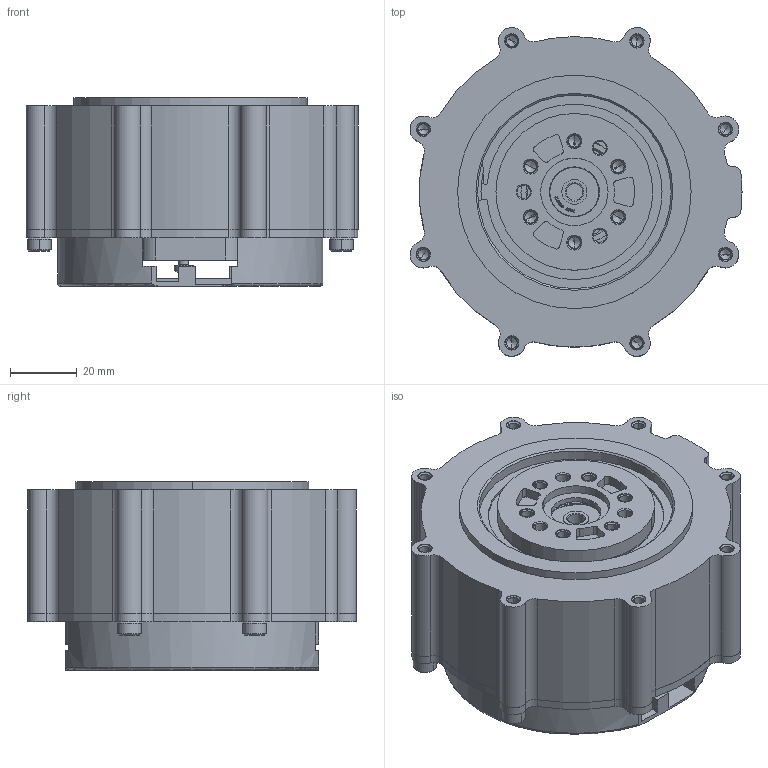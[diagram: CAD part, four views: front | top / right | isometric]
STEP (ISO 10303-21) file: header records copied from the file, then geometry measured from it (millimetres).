
FILE_DESCRIPTION((''),'2;1');
FILE_NAME('60N_M0001_ASM','2024-07-19T09:56:50',('24723'),(''),'CREO PARAMETRIC BY PTC INC, 2016390','CREO PARAMETRIC BY PTC INC, 2016390','');
FILE_SCHEMA(('CONFIG_CONTROL_DESIGN'));
Products named in the file (15): 1_1_06_EB903-537_1_1; 1_1_06_EB903-534_ASM_1_1_ASM; 1_2_04_680902_1_1; 1_2_04_635000_1_1; 1_3_03_000357_1_1; 1_1_02_EB901-547_1; 1_2_06_000004_AF0_1_1; 1_1_31_QT-942_1; 1_2_05_140095_1_1; 1_2_05_130001_1_1; 1_1_06_EB903-538_1; 1_2_05_020108_1_1; 0001568398_1; 3_1_02_090_0073_ASM_1_1_ASM; 60N_M0001_ASM
Assembly tree (22 placements, depth 4):
  60N_M0001_ASM
    3_1_02_090_0073_ASM_1_1_ASM
      1_1_06_EB903-534_ASM_1_1_ASM
        1_1_06_EB903-537_1_1
      1_2_04_680902_1_1
      1_2_04_635000_1_1
      1_3_03_000357_1_1
      1_1_02_EB901-547_1
      1_2_06_000004_AF0_1_1
      1_1_31_QT-942_1
      1_2_05_140095_1_1  x4
      1_2_05_130001_1_1  x3
      1_1_06_EB903-538_1
      1_2_05_020108_1_1  x4
      0001568398_1
Bounding box: 99.52 x 98.54 x 56.6 mm (x, y, z)
Volume: 116182.5 mm3; surface area: 97424.5 mm2
Topology: 19 solids, 58 shells, 1660 faces, 4664 edges, 3107 vertices
Faces by surface type: cylinder 724, plane 572, cone 220, torus 88, bspline 42, sphere 14
Entity records: 55163 total; most frequent: CARTESIAN_POINT 21999, DIRECTION 7177, ORIENTED_EDGE 6728, EDGE_CURVE 3432, AXIS2_PLACEMENT_3D 2716, VERTEX_POINT 2349, VECTOR 1745, LINE 1745
